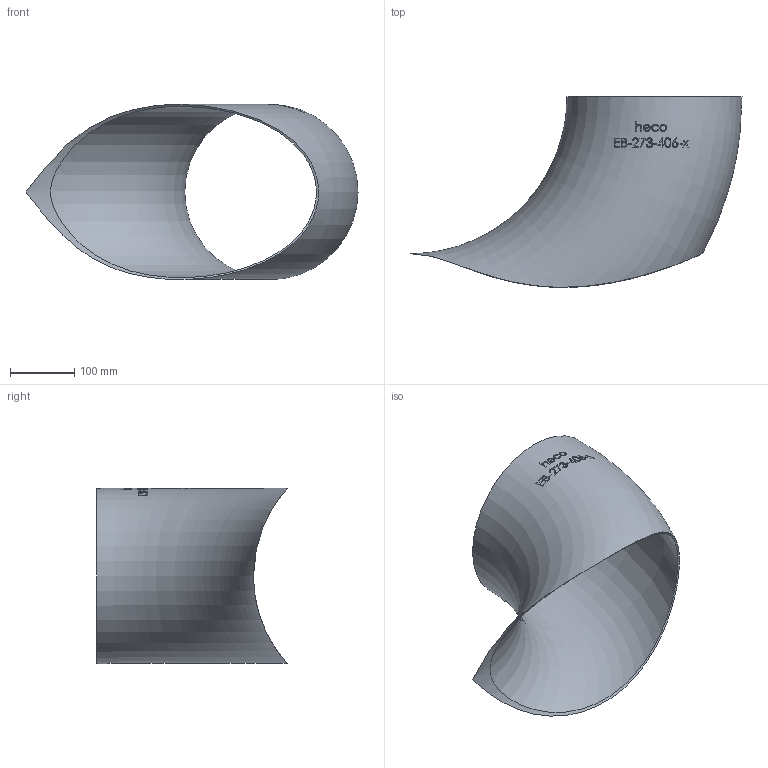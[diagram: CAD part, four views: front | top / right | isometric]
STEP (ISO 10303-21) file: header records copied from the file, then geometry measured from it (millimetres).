
FILE_DESCRIPTION (( 'STEP AP214' ), '1' );
FILE_NAME ('EB-273-406-x Einschweißbogen 1901.STEP', '2019-01-16T13:25:12', ( '' ), ( '' ), 'SwSTEP 2.0', 'SolidWorks 2016', '' );
FILE_SCHEMA (( 'AUTOMOTIVE_DESIGN' ));
Length unit declared in the file: millimetre
Products named in the file (1): EB-273-406-x Einschweißbogen 1901
Bounding box: 517.5 x 297.17 x 273.01 mm (x, y, z)
Volume: 807598.5 mm3; surface area: 552883.3 mm2
Topology: 1 solids, 1 shells, 200 faces, 533 edges, 356 vertices
Faces by surface type: plane 90, bspline 82, torus 27, cylinder 1
Entity records: 11340 total; most frequent: CARTESIAN_POINT 5286, ORIENTED_EDGE 1034, EDGE_CURVE 517, DIRECTION 409, VERTEX_POINT 346, B_SPLINE_CURVE_WITH_KNOTS 344, EDGE_LOOP 225, FACE_OUTER_BOUND 200
